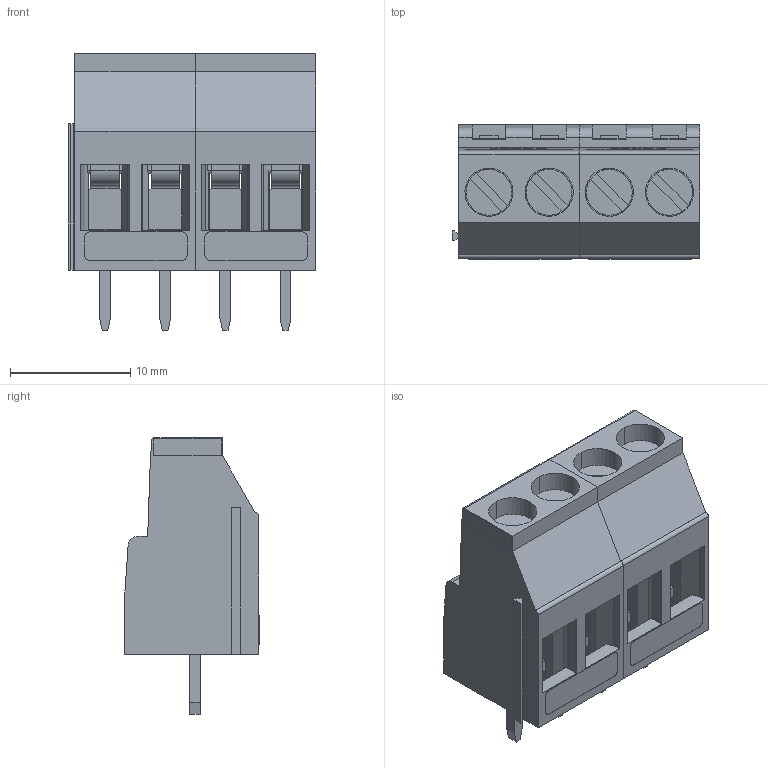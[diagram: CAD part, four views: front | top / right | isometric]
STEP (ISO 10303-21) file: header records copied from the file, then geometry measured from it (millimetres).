
FILE_DESCRIPTION(('STEP AP242'),'1');
FILE_NAME('1711042.stp','2024-12-25T16:39:46',('TraceParts'),('TraceParts S.A.'),'Spatial InterOp 3D',' ',' ');
FILE_SCHEMA(('AP242_MANAGED_MODEL_BASED_3D_ENGINEERING_MIM_LF {1 0 10303 442 1 1 4}'));
Length unit declared in the file: millimetre
Products named in the file (1): 1711042_1
Bounding box: 20.6 x 11.15 x 23 mm (x, y, z)
Volume: 2297.4 mm3; surface area: 5304 mm2
Topology: 14 solids, 14 shells, 1396 faces, 3888 edges, 2574 vertices
Faces by surface type: plane 1114, cylinder 256, bspline 26
Entity records: 74720 total; most frequent: CARTESIAN_POINT 9968, ORIENTED_EDGE 7776, DIRECTION 7132, STYLED_ITEM 4848, PRESENTATION_STYLE_ASSIGNMENT 4848, COLOUR_RGB 4848, EDGE_CURVE 3888, CURVE_STYLE 3438
